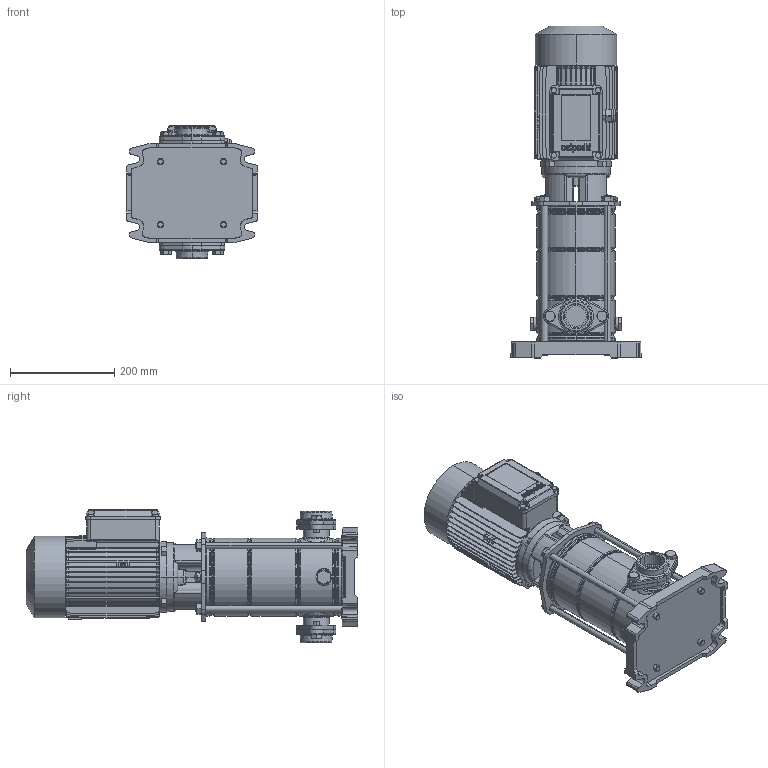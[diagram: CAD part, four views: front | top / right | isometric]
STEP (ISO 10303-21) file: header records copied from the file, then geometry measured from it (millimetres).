
FILE_DESCRIPTION (( 'STEP AP214' ), '1' );
FILE_NAME ('10011299swa01.step', '2022-02-16T16:46:24', ( '' ), ( '' ), 'SwSTEP 2.0', 'SolidWorks 2020', '' );
FILE_SCHEMA (( 'AUTOMOTIVE_DESIGN' ));
Length unit declared in the file: millimetre
Products named in the file (11): 10007647swp00_MXV 40-904 O; 10007643swp00; 10008798swn00_OR3243 - 61.6x2.62 - EPDM; 10008491swp00_LAVORATO; 10009345swp00; 10000016swn00_M12x25 A2-70; 10007653swp00_M12X308; 10011299swa01; 10000005swn00_M12 A2-70; 10007570swp00_80 L SZ VER.; 10007670swn00_M20x1.5
Assembly tree (21 placements, depth 2):
  10011299swa01
    10007643swp00
    10007647swp00_MXV 40-904 O
    10007653swp00_M12X308  x4
    10009345swp00
    10007570swp00_80 L SZ VER.
    10007670swn00_M20x1.5
    10000005swn00_M12 A2-70  x4
    10008798swn00_OR3243 - 61.6x2.62 - EPDM  x2
    10008491swp00_LAVORATO  x2
    10000016swn00_M12x25 A2-70  x4
Bounding box: 250 x 637 x 256.2 mm (x, y, z)
Volume: 11859144.3 mm3; surface area: 974199.4 mm2
Topology: 21 solids, 22 shells, 2177 faces, 5509 edges, 3439 vertices
Faces by surface type: plane 1074, cylinder 442, cone 328, torus 164, bspline 158, sphere 11
Entity records: 64732 total; most frequent: CARTESIAN_POINT 17612, ORIENTED_EDGE 9980, DIRECTION 9211, EDGE_CURVE 4990, AXIS2_PLACEMENT_3D 3200, VERTEX_POINT 3165, LINE 2811, VECTOR 2811
